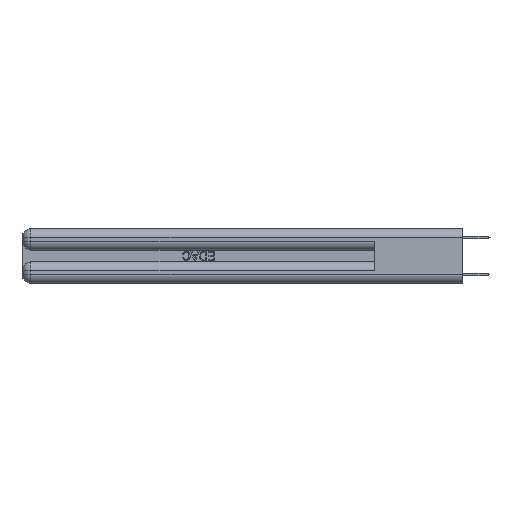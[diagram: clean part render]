
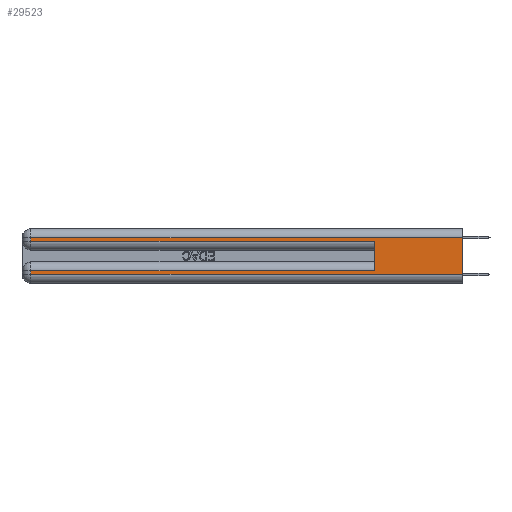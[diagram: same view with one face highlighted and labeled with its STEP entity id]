
A CAD part, left-side view. The second image highlights one B-rep face of the part: STEP entity #29523.
In plain terms, the highlighted planar face has unit normal (-1, 0, 0).
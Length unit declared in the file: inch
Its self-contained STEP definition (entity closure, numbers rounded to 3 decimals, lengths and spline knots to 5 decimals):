
#1481 = VECTOR ( 'NONE', #28988, 39.37008 ) ;
#1731 = LINE ( 'NONE', #1769, #24295 ) ;
#1769 = CARTESIAN_POINT ( 'NONE',  ( 0., 0., 0.285 ) ) ;
#2125 = CARTESIAN_POINT ( 'NONE',  ( 0., 2.94, 0.06 ) ) ;
#2455 = DIRECTION ( 'NONE',  ( 0., -1., 0. ) ) ;
#2511 = DIRECTION ( 'NONE',  ( 0., 1., 0. ) ) ;
#3039 = CARTESIAN_POINT ( 'NONE',  ( 0., 0., 0.085 ) ) ;
#4064 = VERTEX_POINT ( 'NONE', #9034 ) ;
#4777 = CARTESIAN_POINT ( 'NONE',  ( 0., 0., 0.31 ) ) ;
#4946 = VECTOR ( 'NONE', #2455, 39.37008 ) ;
#5351 = CARTESIAN_POINT ( 'NONE',  ( 0., 0.6, 0.285 ) ) ;
#5472 = EDGE_CURVE ( 'NONE', #22048, #16261, #23227, .T. ) ;
#5760 = DIRECTION ( 'NONE',  ( 1., 0., 0. ) ) ;
#5791 = VECTOR ( 'NONE', #29344, 39.37008 ) ;
#6026 = EDGE_CURVE ( 'NONE', #11865, #9797, #26463, .T. ) ;
#7658 = CARTESIAN_POINT ( 'NONE',  ( 0., 2.94, 0.37 ) ) ;
#8863 = CARTESIAN_POINT ( 'NONE',  ( 0., 2.94, 0.37 ) ) ;
#8915 = CARTESIAN_POINT ( 'NONE',  ( 0., 0., 0.06 ) ) ;
#9034 = CARTESIAN_POINT ( 'NONE',  ( 0., 0., 0.31 ) ) ;
#9612 = CARTESIAN_POINT ( 'NONE',  ( 0., 0.6, 0.145 ) ) ;
#9697 = ORIENTED_EDGE ( 'NONE', *, *, #21242, .T. ) ;
#9797 = VERTEX_POINT ( 'NONE', #2125 ) ;
#11056 = ORIENTED_EDGE ( 'NONE', *, *, #19100, .T. ) ;
#11067 = EDGE_LOOP ( 'NONE', ( #24238, #9697, #12441, #11056, #27458, #11801, #16602, #17887 ) ) ;
#11801 = ORIENTED_EDGE ( 'NONE', *, *, #24427, .T. ) ;
#11865 = VERTEX_POINT ( 'NONE', #20560 ) ;
#12441 = ORIENTED_EDGE ( 'NONE', *, *, #5472, .T. ) ;
#13341 = EDGE_CURVE ( 'NONE', #29657, #16634, #18312, .T. ) ;
#15130 = CARTESIAN_POINT ( 'NONE',  ( 0., 0., 0.37 ) ) ;
#15643 = CARTESIAN_POINT ( 'NONE',  ( 0., 0.6, 0.085 ) ) ;
#16261 = VERTEX_POINT ( 'NONE', #20450 ) ;
#16602 = ORIENTED_EDGE ( 'NONE', *, *, #6026, .T. ) ;
#16634 = VERTEX_POINT ( 'NONE', #5351 ) ;
#17054 = VECTOR ( 'NONE', #23904, 39.37008 ) ;
#17472 = DIRECTION ( 'NONE',  ( 0., 0., -1. ) ) ;
#17887 = ORIENTED_EDGE ( 'NONE', *, *, #19826, .T. ) ;
#18312 = LINE ( 'NONE', #9612, #21530 ) ;
#18642 = DIRECTION ( 'NONE',  ( 0., 0., 1. ) ) ;
#18659 = DIRECTION ( 'NONE',  ( 0., 1., 0. ) ) ;
#19100 = EDGE_CURVE ( 'NONE', #16261, #16634, #1731, .T. ) ;
#19349 = LINE ( 'NONE', #28796, #1481 ) ;
#19716 = PLANE ( 'NONE',  #21355 ) ;
#19826 = EDGE_CURVE ( 'NONE', #9797, #23045, #20915, .T. ) ;
#20450 = CARTESIAN_POINT ( 'NONE',  ( 0., 2.94, 0.285 ) ) ;
#20560 = CARTESIAN_POINT ( 'NONE',  ( 0., 2.94, 0.085 ) ) ;
#20915 = LINE ( 'NONE', #30095, #4946 ) ;
#21242 = EDGE_CURVE ( 'NONE', #4064, #22048, #23082, .T. ) ;
#21244 = VECTOR ( 'NONE', #2511, 39.37008 ) ;
#21355 = AXIS2_PLACEMENT_3D ( 'NONE', #15130, #5760, #17472 ) ;
#21530 = VECTOR ( 'NONE', #18642, 39.37008 ) ;
#22048 = VERTEX_POINT ( 'NONE', #26487 ) ;
#23045 = VERTEX_POINT ( 'NONE', #8915 ) ;
#23082 = LINE ( 'NONE', #4777, #21244 ) ;
#23135 = VECTOR ( 'NONE', #18659, 39.37008 ) ;
#23227 = LINE ( 'NONE', #8863, #5791 ) ;
#23904 = DIRECTION ( 'NONE',  ( 0., 0., -1. ) ) ;
#24238 = ORIENTED_EDGE ( 'NONE', *, *, #28245, .F. ) ;
#24295 = VECTOR ( 'NONE', #29526, 39.37008 ) ;
#24427 = EDGE_CURVE ( 'NONE', #29657, #11865, #29321, .T. ) ;
#26463 = LINE ( 'NONE', #7658, #17054 ) ;
#26487 = CARTESIAN_POINT ( 'NONE',  ( 0., 2.94, 0.31 ) ) ;
#26490 = FACE_OUTER_BOUND ( 'NONE', #11067, .T. ) ;
#27458 = ORIENTED_EDGE ( 'NONE', *, *, #13341, .F. ) ;
#28245 = EDGE_CURVE ( 'NONE', #4064, #23045, #19349, .T. ) ;
#28796 = CARTESIAN_POINT ( 'NONE',  ( 0., 0., 0.37 ) ) ;
#28988 = DIRECTION ( 'NONE',  ( 0., 0., -1. ) ) ;
#29321 = LINE ( 'NONE', #3039, #23135 ) ;
#29344 = DIRECTION ( 'NONE',  ( 0., 0., -1. ) ) ;
#29523 = ADVANCED_FACE ( 'NONE', ( #26490 ), #19716, .F. ) ;
#29526 = DIRECTION ( 'NONE',  ( 0., -1., 0. ) ) ;
#29657 = VERTEX_POINT ( 'NONE', #15643 ) ;
#30095 = CARTESIAN_POINT ( 'NONE',  ( 0., 0., 0.06 ) ) ;
